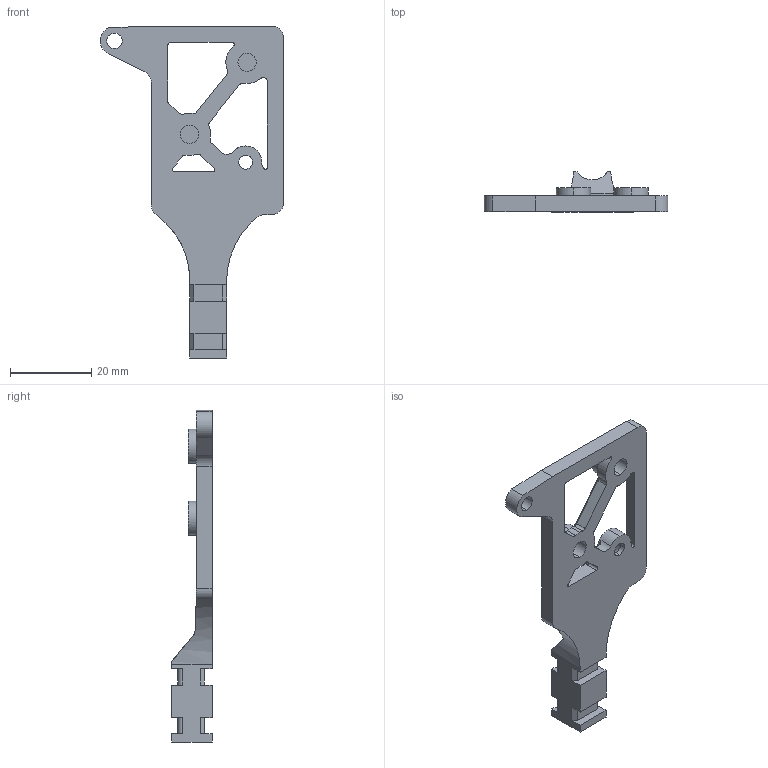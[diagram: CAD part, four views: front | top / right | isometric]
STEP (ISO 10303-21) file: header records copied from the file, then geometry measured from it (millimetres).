
FILE_DESCRIPTION (( 'STEP AP214' ), '1' );
FILE_NAME ('Afterburner (troodon) PCB mount.STEP', '2024-01-26T14:24:23', ( '' ), ( '' ), 'SwSTEP 2.0', 'SolidWorks 2020', '' );
FILE_SCHEMA (( 'AUTOMOTIVE_DESIGN' ));
Length unit declared in the file: millimetre
Products named in the file (1): Afterburner (troodon) PCB mount
Bounding box: 45.02 x 9.9 x 81.5 mm (x, y, z)
Volume: 6738.2 mm3; surface area: 5296.7 mm2
Topology: 1 solids, 1 shells, 221 faces, 601 edges, 381 vertices
Faces by surface type: cylinder 107, plane 80, torus 28, bspline 4, cone 2
Entity records: 7279 total; most frequent: CARTESIAN_POINT 1538, DIRECTION 1262, ORIENTED_EDGE 1194, EDGE_CURVE 597, AXIS2_PLACEMENT_3D 479, VERTEX_POINT 381, LINE 304, VECTOR 304
